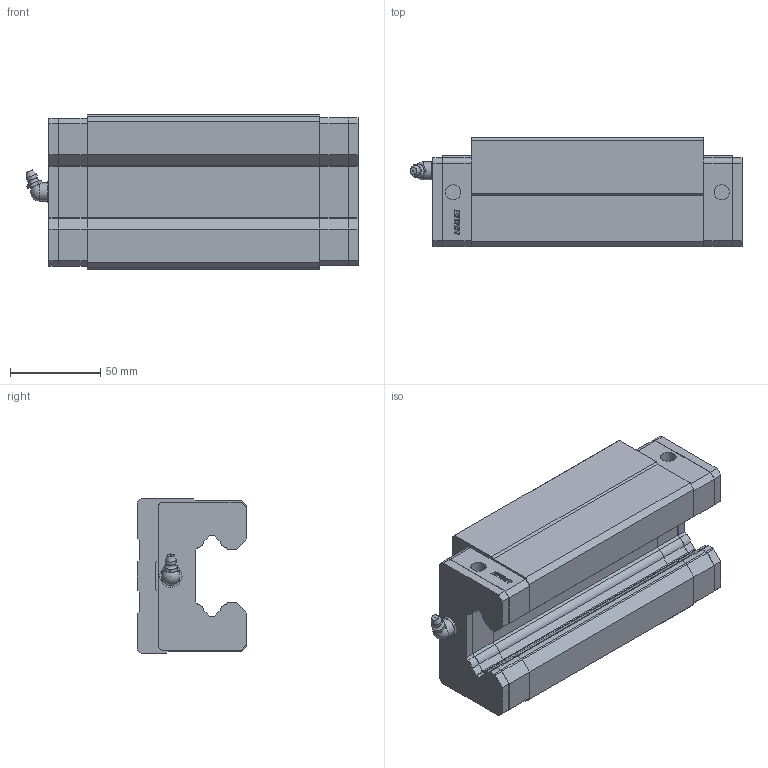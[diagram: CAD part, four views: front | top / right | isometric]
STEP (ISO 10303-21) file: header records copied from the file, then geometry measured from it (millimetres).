
FILE_DESCRIPTION(/* description */ (''),/* implementation_level */ '2;1');
FILE_NAME(/* name */ 'HGH45HAZ0C_GW202311001830.stp',/* time_stamp */ '2023-11-01T22:09:28+08:00',/* author */ ('Administrator'),/* organization */ (''),/* preprocessor_version */ 'ST-DEVELOPER v16.13',/* originating_system */ 'Autodesk Inventor 2018',/* authorisation */ '');
FILE_SCHEMA (('AUTOMOTIVE_DESIGN { 1 0 10303 214 3 1 1 }'));
Products named in the file (4): HGH45HAZ0C_GW202311001830; HGH45H_右封_temp; 34320003; 18PTH
Assembly tree (3 placements, depth 2):
  HGH45HAZ0C_GW202311001830
    HGH45H_右封_temp
    34320003
    18PTH
Bounding box: 183.9 x 60.5 x 86 mm (x, y, z)
Volume: 644989.8 mm3; surface area: 96217.6 mm2
Topology: 7 solids, 7 shells, 663 faces, 1790 edges, 1164 vertices
Faces by surface type: plane 454, cylinder 150, cone 55, sphere 2, torus 1, bspline 1
Full cylindrical faces by diameter (mm): 1 x2, 7.3 x2, 8.376 x4, 8.5 x4, 10 x5, 11.5 x1, 12.5 x2
Entity records: 20569 total; most frequent: CARTESIAN_POINT 3691, ORIENTED_EDGE 3506, DIRECTION 3432, EDGE_CURVE 1753, LINE 1330, VECTOR 1330, VERTEX_POINT 1156, AXIS2_PLACEMENT_3D 1051
